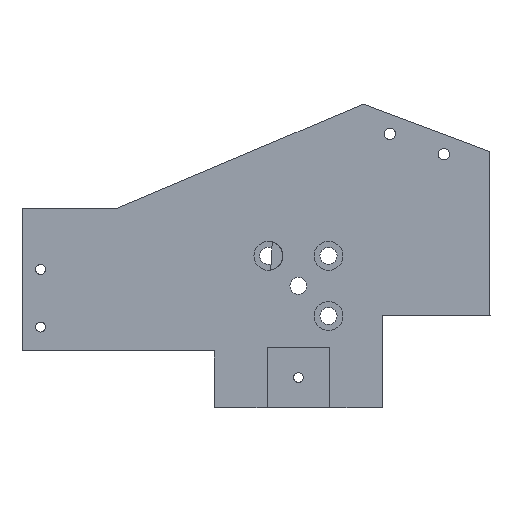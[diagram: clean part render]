
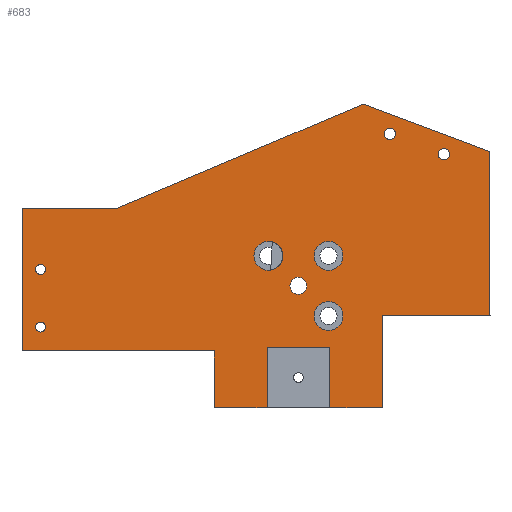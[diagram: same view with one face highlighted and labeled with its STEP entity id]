
A CAD part, front view. The second image highlights one B-rep face of the part: STEP entity #683.
In plain terms, the highlighted planar face has unit normal (0, -1, 0).
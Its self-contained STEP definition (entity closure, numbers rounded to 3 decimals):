
#44=FACE_BOUND('',#138,.T.);
#45=FACE_BOUND('',#139,.T.);
#46=FACE_BOUND('',#140,.T.);
#47=FACE_BOUND('',#141,.T.);
#48=FACE_BOUND('',#142,.T.);
#49=FACE_BOUND('',#143,.T.);
#50=FACE_BOUND('',#144,.T.);
#51=FACE_BOUND('',#145,.T.);
#66=CIRCLE('',#746,6.);
#67=CIRCLE('',#747,6.);
#68=CIRCLE('',#748,6.);
#69=CIRCLE('',#749,6.);
#70=CIRCLE('',#750,2.388);
#71=CIRCLE('',#751,2.388);
#72=CIRCLE('',#752,2.05);
#73=CIRCLE('',#753,2.05);
#74=CIRCLE('',#754,3.55);
#90=FACE_OUTER_BOUND('',#137,.T.);
#137=EDGE_LOOP('',(#504,#505,#506,#507,#508,#509,#510,#511,#512,#513,#514,
#515,#516,#517,#518,#519));
#138=EDGE_LOOP('',(#520));
#139=EDGE_LOOP('',(#521));
#140=EDGE_LOOP('',(#522,#523));
#141=EDGE_LOOP('',(#524));
#142=EDGE_LOOP('',(#525));
#143=EDGE_LOOP('',(#526));
#144=EDGE_LOOP('',(#527));
#145=EDGE_LOOP('',(#528));
#195=LINE('',#1047,#258);
#198=LINE('',#1053,#261);
#201=LINE('',#1058,#264);
#203=LINE('',#1062,#266);
#205=LINE('',#1066,#268);
#206=LINE('',#1068,#269);
#207=LINE('',#1069,#270);
#208=LINE('',#1071,#271);
#209=LINE('',#1073,#272);
#210=LINE('',#1075,#273);
#211=LINE('',#1077,#274);
#212=LINE('',#1079,#275);
#213=LINE('',#1081,#276);
#214=LINE('',#1083,#277);
#215=LINE('',#1085,#278);
#216=LINE('',#1086,#279);
#258=VECTOR('',#835,10.);
#261=VECTOR('',#840,10.);
#264=VECTOR('',#845,10.);
#266=VECTOR('',#849,10.);
#268=VECTOR('',#853,10.);
#269=VECTOR('',#854,10.);
#270=VECTOR('',#855,10.);
#271=VECTOR('',#856,10.);
#272=VECTOR('',#857,10.);
#273=VECTOR('',#858,10.);
#274=VECTOR('',#859,10.);
#275=VECTOR('',#860,10.);
#276=VECTOR('',#861,10.);
#277=VECTOR('',#862,130.);
#278=VECTOR('',#863,87.9);
#279=VECTOR('',#864,10.);
#330=VERTEX_POINT('',#1045);
#331=VERTEX_POINT('',#1046);
#332=VERTEX_POINT('',#1051);
#333=VERTEX_POINT('',#1052);
#334=VERTEX_POINT('',#1057);
#335=VERTEX_POINT('',#1061);
#336=VERTEX_POINT('',#1065);
#337=VERTEX_POINT('',#1067);
#338=VERTEX_POINT('',#1070);
#339=VERTEX_POINT('',#1072);
#340=VERTEX_POINT('',#1074);
#341=VERTEX_POINT('',#1076);
#342=VERTEX_POINT('',#1078);
#343=VERTEX_POINT('',#1080);
#344=VERTEX_POINT('',#1082);
#345=VERTEX_POINT('',#1084);
#346=VERTEX_POINT('',#1087);
#347=VERTEX_POINT('',#1089);
#348=VERTEX_POINT('',#1091);
#349=VERTEX_POINT('',#1092);
#350=VERTEX_POINT('',#1095);
#351=VERTEX_POINT('',#1097);
#352=VERTEX_POINT('',#1099);
#353=VERTEX_POINT('',#1101);
#354=VERTEX_POINT('',#1103);
#394=EDGE_CURVE('',#330,#331,#195,.T.);
#397=EDGE_CURVE('',#332,#333,#198,.T.);
#400=EDGE_CURVE('',#334,#332,#201,.T.);
#402=EDGE_CURVE('',#335,#334,#203,.T.);
#404=EDGE_CURVE('',#331,#336,#205,.T.);
#405=EDGE_CURVE('',#336,#337,#206,.T.);
#406=EDGE_CURVE('',#337,#335,#207,.T.);
#407=EDGE_CURVE('',#333,#338,#208,.T.);
#408=EDGE_CURVE('',#338,#339,#209,.T.);
#409=EDGE_CURVE('',#339,#340,#210,.T.);
#410=EDGE_CURVE('',#340,#341,#211,.T.);
#411=EDGE_CURVE('',#341,#342,#212,.T.);
#412=EDGE_CURVE('',#343,#342,#213,.T.);
#413=EDGE_CURVE('',#344,#343,#214,.T.);
#414=EDGE_CURVE('',#345,#344,#215,.T.);
#415=EDGE_CURVE('',#330,#345,#216,.T.);
#416=EDGE_CURVE('',#346,#346,#66,.T.);
#417=EDGE_CURVE('',#347,#347,#67,.T.);
#418=EDGE_CURVE('',#348,#349,#68,.T.);
#419=EDGE_CURVE('',#349,#348,#69,.T.);
#420=EDGE_CURVE('',#350,#350,#70,.T.);
#421=EDGE_CURVE('',#351,#351,#71,.T.);
#422=EDGE_CURVE('',#352,#352,#72,.T.);
#423=EDGE_CURVE('',#353,#353,#73,.T.);
#424=EDGE_CURVE('',#354,#354,#74,.T.);
#504=ORIENTED_EDGE('',*,*,#394,.T.);
#505=ORIENTED_EDGE('',*,*,#404,.T.);
#506=ORIENTED_EDGE('',*,*,#405,.T.);
#507=ORIENTED_EDGE('',*,*,#406,.T.);
#508=ORIENTED_EDGE('',*,*,#402,.T.);
#509=ORIENTED_EDGE('',*,*,#400,.T.);
#510=ORIENTED_EDGE('',*,*,#397,.T.);
#511=ORIENTED_EDGE('',*,*,#407,.T.);
#512=ORIENTED_EDGE('',*,*,#408,.T.);
#513=ORIENTED_EDGE('',*,*,#409,.T.);
#514=ORIENTED_EDGE('',*,*,#410,.T.);
#515=ORIENTED_EDGE('',*,*,#411,.T.);
#516=ORIENTED_EDGE('',*,*,#412,.F.);
#517=ORIENTED_EDGE('',*,*,#413,.F.);
#518=ORIENTED_EDGE('',*,*,#414,.F.);
#519=ORIENTED_EDGE('',*,*,#415,.F.);
#520=ORIENTED_EDGE('',*,*,#416,.T.);
#521=ORIENTED_EDGE('',*,*,#417,.T.);
#522=ORIENTED_EDGE('',*,*,#418,.T.);
#523=ORIENTED_EDGE('',*,*,#419,.T.);
#524=ORIENTED_EDGE('',*,*,#420,.T.);
#525=ORIENTED_EDGE('',*,*,#421,.T.);
#526=ORIENTED_EDGE('',*,*,#422,.T.);
#527=ORIENTED_EDGE('',*,*,#423,.T.);
#528=ORIENTED_EDGE('',*,*,#424,.T.);
#660=PLANE('',#745);
#683=ADVANCED_FACE('',(#90,#44,#45,#46,#47,#48,#49,#50,#51),#660,.F.);
#745=AXIS2_PLACEMENT_3D('',#1064,#851,#852);
#746=AXIS2_PLACEMENT_3D('',#1088,#865,#866);
#747=AXIS2_PLACEMENT_3D('',#1090,#867,#868);
#748=AXIS2_PLACEMENT_3D('',#1093,#869,#870);
#749=AXIS2_PLACEMENT_3D('',#1094,#871,#872);
#750=AXIS2_PLACEMENT_3D('',#1096,#873,#874);
#751=AXIS2_PLACEMENT_3D('',#1098,#875,#876);
#752=AXIS2_PLACEMENT_3D('',#1100,#877,#878);
#753=AXIS2_PLACEMENT_3D('',#1102,#879,#880);
#754=AXIS2_PLACEMENT_3D('',#1104,#881,#882);
#835=DIRECTION('',(-0.921,0.,-0.389));
#840=DIRECTION('',(0.,0.,-1.));
#845=DIRECTION('',(1.,0.,0.));
#849=DIRECTION('',(0.,0.,-1.));
#851=DIRECTION('center_axis',(0.,1.,0.));
#852=DIRECTION('ref_axis',(0.,0.,1.));
#853=DIRECTION('',(-1.,0.,0.));
#854=DIRECTION('',(0.,0.,-1.));
#855=DIRECTION('',(1.,0.,0.));
#856=DIRECTION('',(1.,0.,0.));
#857=DIRECTION('',(0.,0.,1.));
#858=DIRECTION('',(1.,0.,0.));
#859=DIRECTION('',(0.,0.,-1.));
#860=DIRECTION('',(1.,0.,0.));
#861=DIRECTION('',(0.,0.,-1.));
#862=DIRECTION('',(-1.,0.,0.));
#863=DIRECTION('',(0.,0.,-1.));
#864=DIRECTION('',(0.937,0.,-0.35));
#865=DIRECTION('center_axis',(0.,1.,0.));
#866=DIRECTION('ref_axis',(0.999,0.,0.032));
#867=DIRECTION('center_axis',(0.,1.,0.));
#868=DIRECTION('ref_axis',(0.,0.,
-1.));
#869=DIRECTION('center_axis',(0.,1.,0.));
#870=DIRECTION('ref_axis',(0.,0.,
-1.));
#871=DIRECTION('center_axis',(0.,1.,0.));
#872=DIRECTION('ref_axis',(0.,0.,
-1.));
#873=DIRECTION('center_axis',(0.,1.,0.));
#874=DIRECTION('ref_axis',(0.,0.,
-1.));
#875=DIRECTION('center_axis',(0.,1.,0.));
#876=DIRECTION('ref_axis',(0.,0.,
-1.));
#877=DIRECTION('center_axis',(0.,1.,0.));
#878=DIRECTION('ref_axis',(0.,0.,
-1.));
#879=DIRECTION('center_axis',(0.,1.,0.));
#880=DIRECTION('ref_axis',(0.,0.,
-1.));
#881=DIRECTION('center_axis',(0.,1.,0.));
#882=DIRECTION('ref_axis',(1.,0.,0.));
#1045=CARTESIAN_POINT('',(34.136,-75.26,49.414));
#1046=CARTESIAN_POINT('',(-68.506,-75.26,6.01));
#1047=CARTESIAN_POINT('',(0.257,-75.26,35.087));
#1051=CARTESIAN_POINT('',(-27.799,-75.26,-53.194));
#1052=CARTESIAN_POINT('',(-27.799,-75.26,-76.89));
#1053=CARTESIAN_POINT('',(-27.799,-75.26,-58.574));
#1057=CARTESIAN_POINT('',(-107.731,-75.26,-53.194));
#1058=CARTESIAN_POINT('',(-52.765,-75.26,-53.194));
#1061=CARTESIAN_POINT('',(-107.731,-75.26,-38.486));
#1062=CARTESIAN_POINT('',(-107.731,-75.26,-63.954));
#1064=CARTESIAN_POINT('Origin',(2.201,-75.26,-63.954));
#1065=CARTESIAN_POINT('',(-107.745,-75.26,6.01));
#1066=CARTESIAN_POINT('',(-33.153,-75.26,6.01));
#1067=CARTESIAN_POINT('',(-107.745,-75.26,-38.486));
#1068=CARTESIAN_POINT('',(-107.745,-75.26,-51.22));
#1069=CARTESIAN_POINT('',(-55.476,-75.26,-38.486));
#1070=CARTESIAN_POINT('',(-5.796,-75.26,-76.89));
#1071=CARTESIAN_POINT('',(5.951,-75.26,-76.89));
#1072=CARTESIAN_POINT('',(-5.796,-75.26,-51.795));
#1073=CARTESIAN_POINT('',(-5.796,-75.26,-70.371));
#1074=CARTESIAN_POINT('',(20.198,-75.26,-51.795));
#1075=CARTESIAN_POINT('',(10.949,-75.26,-51.795));
#1076=CARTESIAN_POINT('',(20.198,-75.26,-76.89));
#1077=CARTESIAN_POINT('',(20.198,-75.26,-57.874));
#1078=CARTESIAN_POINT('',(42.201,-75.26,-76.89));
#1079=CARTESIAN_POINT('',(5.951,-75.26,-76.89));
#1080=CARTESIAN_POINT('',(42.201,-75.26,-38.486));
#1081=CARTESIAN_POINT('',(42.201,-75.26,-63.954));
#1082=CARTESIAN_POINT('',(86.847,-75.26,-38.486));
#1083=CARTESIAN_POINT('',(86.847,-75.26,-38.486));
#1084=CARTESIAN_POINT('',(86.847,-75.26,29.706));
#1085=CARTESIAN_POINT('',(86.847,-75.26,49.414));
#1086=CARTESIAN_POINT('',(28.334,-75.26,51.583));
#1087=CARTESIAN_POINT('',(13.701,-75.26,-38.679));
#1088=CARTESIAN_POINT('Origin',(19.701,-75.26,-38.679));
#1089=CARTESIAN_POINT('',(19.701,-75.26,-7.679));
#1090=CARTESIAN_POINT('Origin',(19.701,-75.26,-13.679));
#1091=CARTESIAN_POINT('',(-5.299,-75.26,-7.679));
#1092=CARTESIAN_POINT('',(-5.299,-75.26,-19.679));
#1093=CARTESIAN_POINT('Origin',(-5.299,-75.26,-13.679));
#1094=CARTESIAN_POINT('Origin',(-5.299,-75.26,-13.679));
#1095=CARTESIAN_POINT('',(67.706,-75.26,30.979));
#1096=CARTESIAN_POINT('Origin',(67.706,-75.26,28.591));
#1097=CARTESIAN_POINT('',(45.233,-75.26,39.411));
#1098=CARTESIAN_POINT('Origin',(45.233,-75.26,37.023));
#1099=CARTESIAN_POINT('',(-100.,-75.26,-17.265));
#1100=CARTESIAN_POINT('Origin',(-100.,-75.26,-19.315));
#1101=CARTESIAN_POINT('',(-100.,-75.26,-41.265));
#1102=CARTESIAN_POINT('Origin',(-100.,-75.26,-43.315));
#1103=CARTESIAN_POINT('',(3.651,-75.26,-26.179));
#1104=CARTESIAN_POINT('Origin',(7.201,-75.26,-26.179));
